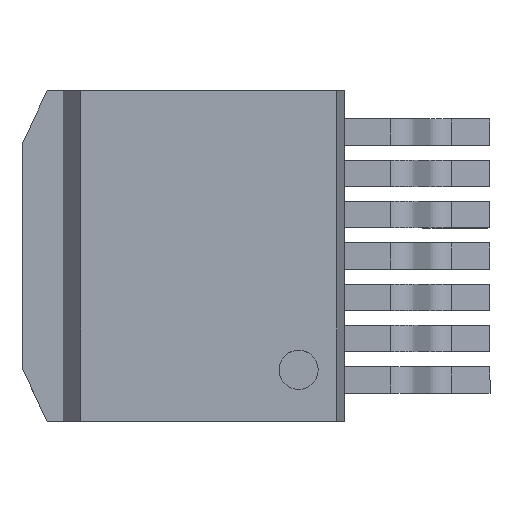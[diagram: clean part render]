
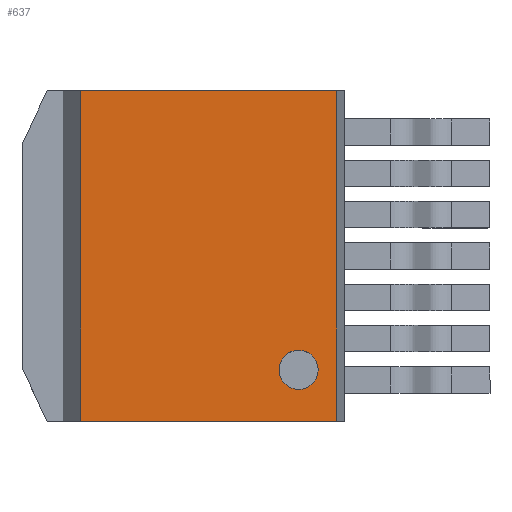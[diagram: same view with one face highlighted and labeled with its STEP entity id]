
A CAD part, top view. The second image highlights one B-rep face of the part: STEP entity #637.
In plain terms, the highlighted planar face has unit normal (0, 0, 1).
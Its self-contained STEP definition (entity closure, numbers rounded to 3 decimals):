
#401 = CARTESIAN_POINT ( 'NONE',  ( 4.091, -5.08, 0. ) ) ;
#637 = ADVANCED_FACE ( 'NONE', ( #2702, #5031 ), #1282, .T. ) ;
#1233 = AXIS2_PLACEMENT_3D ( 'NONE', #3804, #8756, #11069 ) ;
#1282 = PLANE ( 'NONE',  #1233 ) ;
#1479 = DIRECTION ( 'NONE',  ( 0., 0., 1. ) ) ;
#1555 = AXIS2_PLACEMENT_3D ( 'NONE', #7318, #1479, #11092 ) ;
#1733 = ORIENTED_EDGE ( 'NONE', *, *, #9663, .F. ) ;
#2702 = FACE_BOUND ( 'NONE', #7840, .T. ) ;
#3255 = CARTESIAN_POINT ( 'NONE',  ( 2.912, -2.903, 0. ) ) ;
#3506 = CARTESIAN_POINT ( 'NONE',  ( -3.791, 5.08, 0. ) ) ;
#3514 = VERTEX_POINT ( 'NONE', #3506 ) ;
#3804 = CARTESIAN_POINT ( 'NONE',  ( 0., 0., 0. ) ) ;
#4295 = VERTEX_POINT ( 'NONE', #10883 ) ;
#4608 = VECTOR ( 'NONE', #16104, 1000. ) ;
#5017 = CARTESIAN_POINT ( 'NONE',  ( 2.912, -3.503, 0. ) ) ;
#5031 = FACE_OUTER_BOUND ( 'NONE', #13405, .T. ) ;
#5127 = LINE ( 'NONE', #12656, #8578 ) ;
#5152 = EDGE_CURVE ( 'NONE', #7331, #10712, #7016, .T. ) ;
#6821 = EDGE_CURVE ( 'NONE', #11022, #6987, #8215, .T. ) ;
#6987 = VERTEX_POINT ( 'NONE', #10655 ) ;
#7016 = LINE ( 'NONE', #10662, #11211 ) ;
#7318 = CARTESIAN_POINT ( 'NONE',  ( 2.912, -3.503, 0. ) ) ;
#7319 = LINE ( 'NONE', #11027, #4608 ) ;
#7331 = VERTEX_POINT ( 'NONE', #12165 ) ;
#7386 = EDGE_CURVE ( 'NONE', #3514, #7331, #7319, .T. ) ;
#7482 = CIRCLE ( 'NONE', #1555, 0.6 ) ;
#7565 = ORIENTED_EDGE ( 'NONE', *, *, #5152, .T. ) ;
#7840 = EDGE_LOOP ( 'NONE', ( #12545, #1733 ) ) ;
#8215 = CIRCLE ( 'NONE', #8727, 0.6 ) ;
#8578 = VECTOR ( 'NONE', #15273, 1000. ) ;
#8670 = DIRECTION ( 'NONE',  ( 0., 1., 0. ) ) ;
#8727 = AXIS2_PLACEMENT_3D ( 'NONE', #5017, #15168, #8670 ) ;
#8756 = DIRECTION ( 'NONE',  ( 0., 0., 1. ) ) ;
#8803 = ORIENTED_EDGE ( 'NONE', *, *, #12551, .T. ) ;
#9637 = LINE ( 'NONE', #10048, #13408 ) ;
#9663 = EDGE_CURVE ( 'NONE', #6987, #11022, #7482, .T. ) ;
#10048 = CARTESIAN_POINT ( 'NONE',  ( 4.091, 0., 0. ) ) ;
#10519 = EDGE_CURVE ( 'NONE', #10712, #4295, #9637, .T. ) ;
#10655 = CARTESIAN_POINT ( 'NONE',  ( 2.912, -4.103, 0. ) ) ;
#10662 = CARTESIAN_POINT ( 'NONE',  ( -4.32, -5.08, 0. ) ) ;
#10712 = VERTEX_POINT ( 'NONE', #401 ) ;
#10883 = CARTESIAN_POINT ( 'NONE',  ( 4.091, 5.08, 0. ) ) ;
#11022 = VERTEX_POINT ( 'NONE', #3255 ) ;
#11027 = CARTESIAN_POINT ( 'NONE',  ( -3.791, 0., 0. ) ) ;
#11069 = DIRECTION ( 'NONE',  ( 0., 1., 0. ) ) ;
#11092 = DIRECTION ( 'NONE',  ( 0., 1., 0. ) ) ;
#11211 = VECTOR ( 'NONE', #15888, 1000. ) ;
#12165 = CARTESIAN_POINT ( 'NONE',  ( -3.791, -5.08, 0. ) ) ;
#12544 = ORIENTED_EDGE ( 'NONE', *, *, #10519, .T. ) ;
#12545 = ORIENTED_EDGE ( 'NONE', *, *, #6821, .F. ) ;
#12551 = EDGE_CURVE ( 'NONE', #4295, #3514, #5127, .T. ) ;
#12656 = CARTESIAN_POINT ( 'NONE',  ( -4.32, 5.08, 0. ) ) ;
#13093 = ORIENTED_EDGE ( 'NONE', *, *, #7386, .T. ) ;
#13405 = EDGE_LOOP ( 'NONE', ( #7565, #12544, #8803, #13093 ) ) ;
#13408 = VECTOR ( 'NONE', #15036, 1000. ) ;
#15036 = DIRECTION ( 'NONE',  ( 0., 1., 0. ) ) ;
#15168 = DIRECTION ( 'NONE',  ( 0., 0., 1. ) ) ;
#15273 = DIRECTION ( 'NONE',  ( -1., 0., 0. ) ) ;
#15888 = DIRECTION ( 'NONE',  ( 1., 0., 0. ) ) ;
#16104 = DIRECTION ( 'NONE',  ( 0., -1., 0. ) ) ;
